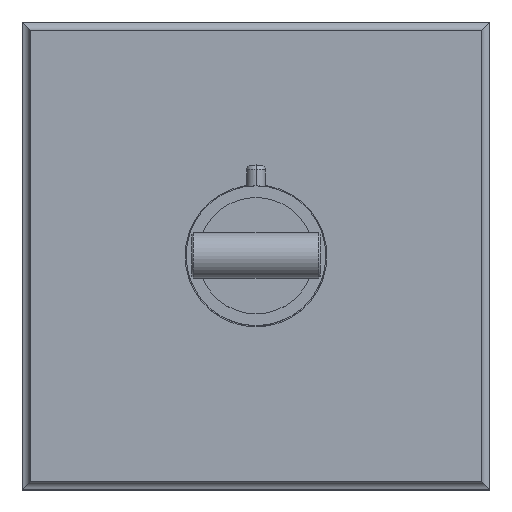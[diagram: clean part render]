
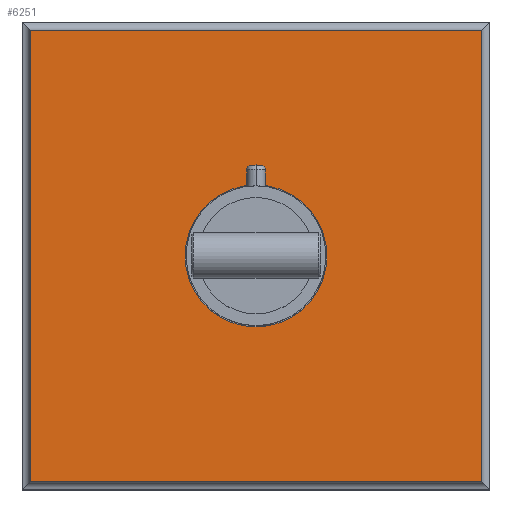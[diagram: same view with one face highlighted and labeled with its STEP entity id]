
A CAD part, top view. The second image highlights one B-rep face of the part: STEP entity #6251.
In plain terms, the highlighted planar face has unit normal (0, 0, 1).
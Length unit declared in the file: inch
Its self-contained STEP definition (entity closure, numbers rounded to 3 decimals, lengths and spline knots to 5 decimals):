
#2=DIRECTION('',(0.,-1.,0.));
#3=VECTOR('',#2,6.27);
#4=CARTESIAN_POINT('',(-3.135,3.135,0.313));
#5=LINE('',#4,#3);
#6=CARTESIAN_POINT('',(0.,0.,0.313));
#7=DIRECTION('',(0.,0.,-1.));
#8=DIRECTION('',(-1.,0.,0.));
#9=AXIS2_PLACEMENT_3D('',#6,#7,#8);
#11=CARTESIAN_POINT('',(0.,0.,0.313));
#12=DIRECTION('',(0.,0.,-1.));
#13=DIRECTION('',(1.,0.,0.));
#14=AXIS2_PLACEMENT_3D('',#11,#12,#13);
#16=DIRECTION('',(-1.,0.,0.));
#17=VECTOR('',#16,6.27);
#18=CARTESIAN_POINT('',(3.135,3.135,0.313));
#19=LINE('',#18,#17);
#98=DIRECTION('',(1.,0.,0.));
#99=VECTOR('',#98,6.27);
#100=CARTESIAN_POINT('',(-3.135,-3.135,0.313));
#101=LINE('',#100,#99);
#123=DIRECTION('',(0.,1.,0.));
#124=VECTOR('',#123,6.27);
#125=CARTESIAN_POINT('',(3.135,-3.135,0.313));
#126=LINE('',#125,#124);
#5250=CARTESIAN_POINT('',(-3.135,3.135,0.313));
#5251=CARTESIAN_POINT('',(-3.135,-3.135,0.313));
#5252=VERTEX_POINT('',#5250);
#5253=VERTEX_POINT('',#5251);
#5258=CARTESIAN_POINT('',(3.135,-3.135,0.313));
#5259=VERTEX_POINT('',#5258);
#5262=CARTESIAN_POINT('',(3.135,3.135,0.313));
#5263=VERTEX_POINT('',#5262);
#5270=CARTESIAN_POINT('',(-0.985,0.,0.313));
#5271=CARTESIAN_POINT('',(0.985,0.,0.313));
#5272=VERTEX_POINT('',#5270);
#5273=VERTEX_POINT('',#5271);
#6231=CARTESIAN_POINT('',(0.,0.,0.313));
#6232=DIRECTION('',(0.,0.,1.));
#6233=DIRECTION('',(1.,0.,0.));
#6234=AXIS2_PLACEMENT_3D('',#6231,#6232,#6233);
#6235=PLANE('',#6234);
#6236=ORIENTED_EDGE('',*,*,#6220,.F.);
#6238=ORIENTED_EDGE('',*,*,#6237,.F.);
#6240=ORIENTED_EDGE('',*,*,#6239,.F.);
#6242=ORIENTED_EDGE('',*,*,#6241,.F.);
#6243=EDGE_LOOP('',(#6236,#6238,#6240,#6242));
#6244=FACE_OUTER_BOUND('',#6243,.F.);
#6246=ORIENTED_EDGE('',*,*,#6245,.F.);
#6248=ORIENTED_EDGE('',*,*,#6247,.F.);
#6249=EDGE_LOOP('',(#6246,#6248));
#6250=FACE_BOUND('',#6249,.F.);
#6251=ADVANCED_FACE('',(#6244,#6250),#6235,.T.);
#10=CIRCLE('',#9,0.985);
#15=CIRCLE('',#14,0.985);
#6220=EDGE_CURVE('',#5252,#5253,#5,.T.);
#6237=EDGE_CURVE('',#5263,#5252,#19,.T.);
#6239=EDGE_CURVE('',#5259,#5263,#126,.T.);
#6241=EDGE_CURVE('',#5253,#5259,#101,.T.);
#6245=EDGE_CURVE('',#5272,#5273,#10,.T.);
#6247=EDGE_CURVE('',#5273,#5272,#15,.T.);
